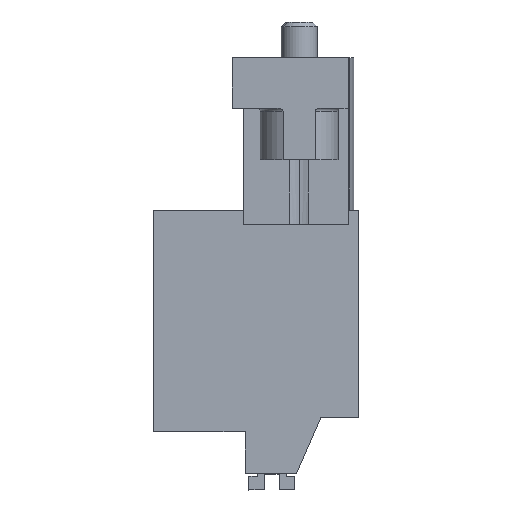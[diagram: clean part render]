
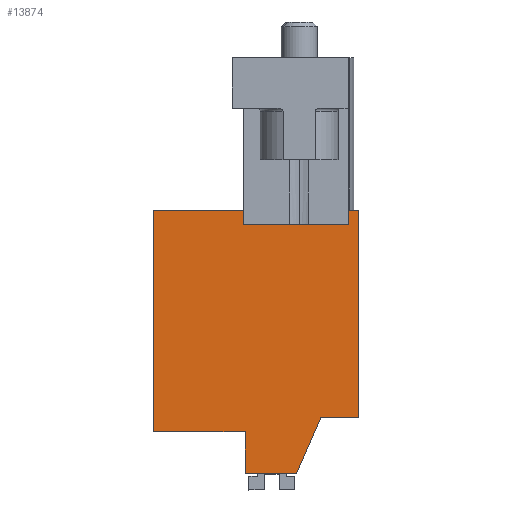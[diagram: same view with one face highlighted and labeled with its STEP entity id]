
A CAD part, left-side view. The second image highlights one B-rep face of the part: STEP entity #13874.
In plain terms, the highlighted planar face has unit normal (-1, 0, 0).
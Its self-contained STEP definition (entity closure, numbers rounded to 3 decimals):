
#13841=AXIS2_PLACEMENT_3D('Plane Axis2P3D',#13838,#13839,#13840) ;
#129=CARTESIAN_POINT('Vertex',(5.,7.85,4.043)) ;
#295=CARTESIAN_POINT('Vertex',(5.,7.85,1.143)) ;
#298=CARTESIAN_POINT('Line Origine',(5.,7.85,2.593)) ;
#419=CARTESIAN_POINT('Vertex',(5.,0.,5.043)) ;
#422=CARTESIAN_POINT('Line Origine',(5.,1.3,5.043)) ;
#426=CARTESIAN_POINT('Vertex',(5.,2.6,5.043)) ;
#1000=CARTESIAN_POINT('Vertex',(5.,14.2,4.043)) ;
#1008=CARTESIAN_POINT('Line Origine',(5.,11.025,4.043)) ;
#1719=CARTESIAN_POINT('Vertex',(5.,0.,19.383)) ;
#1722=CARTESIAN_POINT('Line Origine',(5.,0.,12.213)) ;
#2332=CARTESIAN_POINT('Vertex',(5.,14.2,19.383)) ;
#2335=CARTESIAN_POINT('Line Origine',(5.,14.2,11.713)) ;
#4833=CARTESIAN_POINT('Vertex',(5.,0.723,19.383)) ;
#4836=CARTESIAN_POINT('Line Origine',(5.,0.361,19.383)) ;
#4876=CARTESIAN_POINT('Vertex',(5.,7.968,19.383)) ;
#4879=CARTESIAN_POINT('Line Origine',(5.,11.084,19.383)) ;
#4927=CARTESIAN_POINT('Line Origine',(5.,7.968,18.883)) ;
#4931=CARTESIAN_POINT('Vertex',(5.,7.968,18.383)) ;
#13812=CARTESIAN_POINT('Line Origine',(5.,3.45,3.093)) ;
#13816=CARTESIAN_POINT('Vertex',(5.,4.3,1.143)) ;
#13838=CARTESIAN_POINT('Axis2P3D Location',(5.,6.8,19.383)) ;
#13843=CARTESIAN_POINT('Line Origine',(5.,6.075,1.143)) ;
#13848=CARTESIAN_POINT('Line Origine',(5.,0.723,18.883)) ;
#13852=CARTESIAN_POINT('Vertex',(5.,0.723,18.383)) ;
#13855=CARTESIAN_POINT('Line Origine',(5.,4.345,18.383)) ;
#299=DIRECTION('Vector Direction',(0.,0.,-1.)) ;
#423=DIRECTION('Vector Direction',(0.,-1.,0.)) ;
#1009=DIRECTION('Vector Direction',(0.,-1.,0.)) ;
#1723=DIRECTION('Vector Direction',(0.,0.,1.)) ;
#2336=DIRECTION('Vector Direction',(0.,0.,-1.)) ;
#4837=DIRECTION('Vector Direction',(0.,1.,0.)) ;
#4880=DIRECTION('Vector Direction',(0.,1.,0.)) ;
#4928=DIRECTION('Vector Direction',(0.,0.,-1.)) ;
#13813=DIRECTION('Vector Direction',(0.,-0.4,0.917)) ;
#13839=DIRECTION('Axis2P3D Direction',(-1.,0.,0.)) ;
#13840=DIRECTION('Axis2P3D XDirection',(0.,1.,0.)) ;
#13844=DIRECTION('Vector Direction',(0.,-1.,0.)) ;
#13849=DIRECTION('Vector Direction',(0.,0.,-1.)) ;
#13856=DIRECTION('Vector Direction',(0.,-1.,0.)) ;
#300=VECTOR('Line Direction',#299,1.) ;
#424=VECTOR('Line Direction',#423,1.) ;
#1010=VECTOR('Line Direction',#1009,1.) ;
#1724=VECTOR('Line Direction',#1723,1.) ;
#2337=VECTOR('Line Direction',#2336,1.) ;
#4838=VECTOR('Line Direction',#4837,1.) ;
#4881=VECTOR('Line Direction',#4880,1.) ;
#4929=VECTOR('Line Direction',#4928,1.) ;
#13814=VECTOR('Line Direction',#13813,1.) ;
#13845=VECTOR('Line Direction',#13844,1.) ;
#13850=VECTOR('Line Direction',#13849,1.) ;
#13857=VECTOR('Line Direction',#13856,1.) ;
#13861=ORIENTED_EDGE('',*,*,#4883,.T.) ;
#13862=ORIENTED_EDGE('',*,*,#2339,.T.) ;
#13863=ORIENTED_EDGE('',*,*,#1012,.T.) ;
#13864=ORIENTED_EDGE('',*,*,#302,.T.) ;
#13865=ORIENTED_EDGE('',*,*,#13847,.T.) ;
#13866=ORIENTED_EDGE('',*,*,#13818,.T.) ;
#13867=ORIENTED_EDGE('',*,*,#428,.T.) ;
#13868=ORIENTED_EDGE('',*,*,#1726,.T.) ;
#13869=ORIENTED_EDGE('',*,*,#4840,.T.) ;
#13870=ORIENTED_EDGE('',*,*,#13854,.T.) ;
#13871=ORIENTED_EDGE('',*,*,#13859,.F.) ;
#13872=ORIENTED_EDGE('',*,*,#4933,.T.) ;
#13874=ADVANCED_FACE('HOUSING',(#13873),#13842,.T.) ;
#302=EDGE_CURVE('',#130,#296,#301,.T.) ;
#428=EDGE_CURVE('',#427,#420,#425,.T.) ;
#1012=EDGE_CURVE('',#1001,#130,#1011,.T.) ;
#1726=EDGE_CURVE('',#420,#1720,#1725,.T.) ;
#2339=EDGE_CURVE('',#2333,#1001,#2338,.T.) ;
#4840=EDGE_CURVE('',#1720,#4834,#4839,.T.) ;
#4883=EDGE_CURVE('',#4877,#2333,#4882,.T.) ;
#4933=EDGE_CURVE('',#4932,#4877,#4930,.F.) ;
#13818=EDGE_CURVE('',#13817,#427,#13815,.T.) ;
#13847=EDGE_CURVE('',#296,#13817,#13846,.T.) ;
#13854=EDGE_CURVE('',#4834,#13853,#13851,.T.) ;
#13859=EDGE_CURVE('',#4932,#13853,#13858,.T.) ;
#13860=EDGE_LOOP('',(#13861,#13862,#13863,#13864,#13865,#13866,#13867,#13868,#13869,#13870,#13871,#13872)) ;
#13873=FACE_OUTER_BOUND('',#13860,.T.) ;
#301=LINE('Line',#298,#300) ;
#425=LINE('Line',#422,#424) ;
#1011=LINE('Line',#1008,#1010) ;
#1725=LINE('Line',#1722,#1724) ;
#2338=LINE('Line',#2335,#2337) ;
#4839=LINE('Line',#4836,#4838) ;
#4882=LINE('Line',#4879,#4881) ;
#4930=LINE('Line',#4927,#4929) ;
#13815=LINE('Line',#13812,#13814) ;
#13846=LINE('Line',#13843,#13845) ;
#13851=LINE('Line',#13848,#13850) ;
#13858=LINE('Line',#13855,#13857) ;
#13842=PLANE('',#13841) ;
#130=VERTEX_POINT('',#129) ;
#296=VERTEX_POINT('',#295) ;
#420=VERTEX_POINT('',#419) ;
#427=VERTEX_POINT('',#426) ;
#1001=VERTEX_POINT('',#1000) ;
#1720=VERTEX_POINT('',#1719) ;
#2333=VERTEX_POINT('',#2332) ;
#4834=VERTEX_POINT('',#4833) ;
#4877=VERTEX_POINT('',#4876) ;
#4932=VERTEX_POINT('',#4931) ;
#13817=VERTEX_POINT('',#13816) ;
#13853=VERTEX_POINT('',#13852) ;
